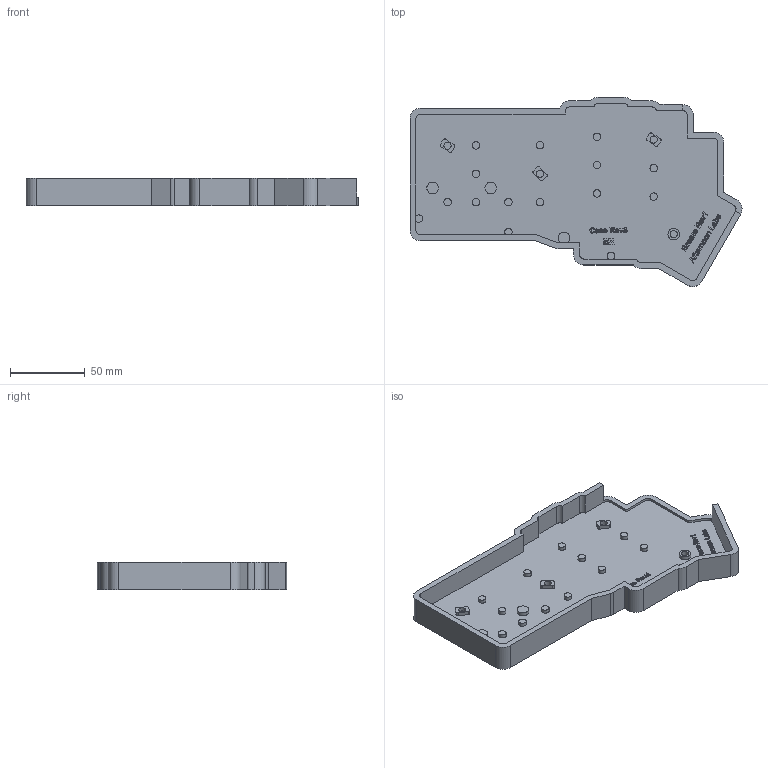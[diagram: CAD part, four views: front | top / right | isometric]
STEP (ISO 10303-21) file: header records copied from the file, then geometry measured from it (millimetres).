
FILE_DESCRIPTION(/* description */ (''),/* implementation_level */ '2;1');
FILE_NAME(/* name */ 'BreezeR1MXLeftFullCaseR5.step',/* time_stamp */ '2021-04-25T19:17:05-07:00',/* author */ (''),/* organization */ (''),/* preprocessor_version */ 'ST-DEVELOPER v18.1',/* originating_system */ 'Autodesk Translation Framework v10.6.0.1341',/* authorisation */ '');
FILE_SCHEMA (('AUTOMOTIVE_DESIGN { 1 0 10303 214 3 1 1 }'));
Length unit declared in the file: millimetre
Products named in the file (1): Left Hand Full
Bounding box: 222.55 x 126.85 x 18.1 mm (x, y, z)
Volume: 115551.3 mm3; surface area: 61318.9 mm2
Topology: 1 solids, 1 shells, 815 faces, 2219 edges, 1478 vertices
Faces by surface type: bspline 417, plane 337, cylinder 61
Full cylindrical faces by diameter (mm): 4.8 x4, 5 x12, 7.8 x3
Entity records: 26157 total; most frequent: CARTESIAN_POINT 8266, ORIENTED_EDGE 4438, DIRECTION 2305, EDGE_CURVE 2219, VERTEX_POINT 1478, LINE 1263, VECTOR 1263, EDGE_LOOP 887
